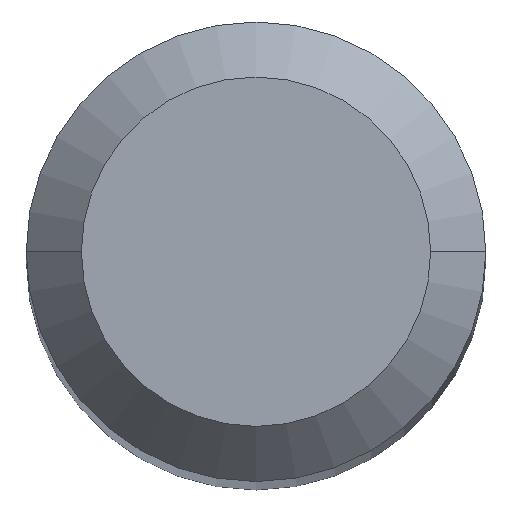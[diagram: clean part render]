
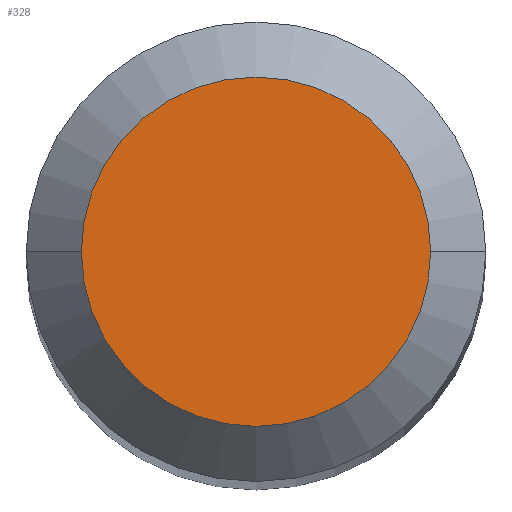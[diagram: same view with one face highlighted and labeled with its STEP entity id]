
A CAD part, top view. The second image highlights one B-rep face of the part: STEP entity #328.
In plain terms, the highlighted planar face has unit normal (0, 0, 1).
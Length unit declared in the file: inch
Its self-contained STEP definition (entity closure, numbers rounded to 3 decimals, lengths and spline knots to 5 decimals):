
#20 = DIRECTION ( 'NONE',  ( 1., 0., 0. ) ) ;
#54 = EDGE_CURVE ( 'NONE', #168, #200, #1006, .T. ) ;
#60 = AXIS2_PLACEMENT_3D ( 'NONE', #758, #447, #20 ) ;
#96 = PLANE ( 'NONE',  #60 ) ;
#128 = ORIENTED_EDGE ( 'NONE', *, *, #956, .T. ) ;
#168 = VERTEX_POINT ( 'NONE', #402 ) ;
#188 = FACE_OUTER_BOUND ( 'NONE', #261, .T. ) ;
#191 = AXIS2_PLACEMENT_3D ( 'NONE', #1014, #1030, #302 ) ;
#200 = VERTEX_POINT ( 'NONE', #415 ) ;
#261 = EDGE_LOOP ( 'NONE', ( #454, #128 ) ) ;
#296 = AXIS2_PLACEMENT_3D ( 'NONE', #411, #723, #1042 ) ;
#302 = DIRECTION ( 'NONE',  ( 1., 0., 0. ) ) ;
#328 = ADVANCED_FACE ( 'NONE', ( #188 ), #96, .T. ) ;
#402 = CARTESIAN_POINT ( 'NONE',  ( -0.0475, 0., 1.5 ) ) ;
#411 = CARTESIAN_POINT ( 'NONE',  ( 0., 0., 1.5 ) ) ;
#415 = CARTESIAN_POINT ( 'NONE',  ( 0.0475, 0., 1.5 ) ) ;
#447 = DIRECTION ( 'NONE',  ( 0., 0., 1. ) ) ;
#454 = ORIENTED_EDGE ( 'NONE', *, *, #54, .T. ) ;
#465 = CIRCLE ( 'NONE', #296, 0.0475 ) ;
#723 = DIRECTION ( 'NONE',  ( 0., 0., 1. ) ) ;
#758 = CARTESIAN_POINT ( 'NONE',  ( 0., 0., 1.5 ) ) ;
#956 = EDGE_CURVE ( 'NONE', #200, #168, #465, .T. ) ;
#1006 = CIRCLE ( 'NONE', #191, 0.0475 ) ;
#1014 = CARTESIAN_POINT ( 'NONE',  ( 0., 0., 1.5 ) ) ;
#1030 = DIRECTION ( 'NONE',  ( 0., 0., 1. ) ) ;
#1042 = DIRECTION ( 'NONE',  ( 1., 0., 0. ) ) ;
